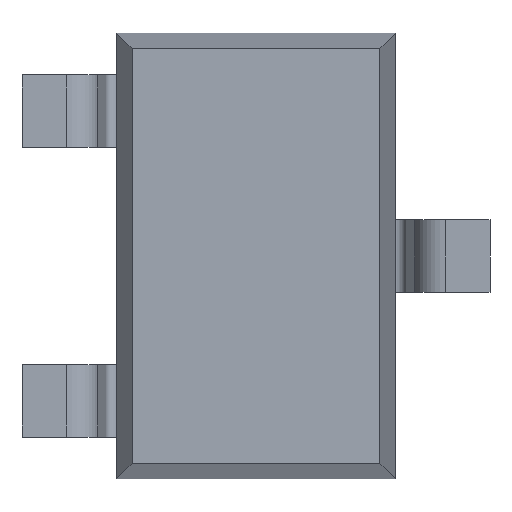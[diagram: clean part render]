
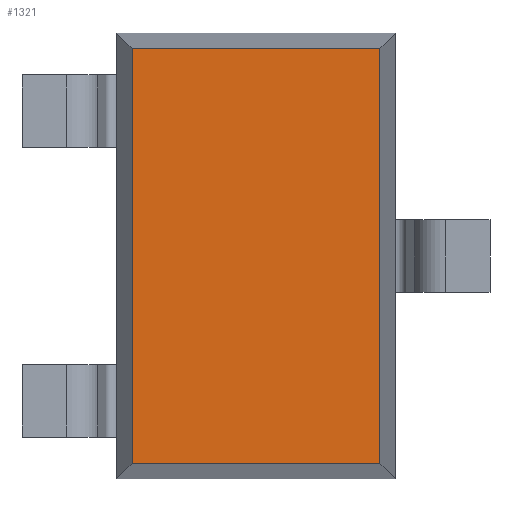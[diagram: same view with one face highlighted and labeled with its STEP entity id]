
A CAD part, front view. The second image highlights one B-rep face of the part: STEP entity #1321.
In plain terms, the highlighted planar face has unit normal (0, -1, 0).
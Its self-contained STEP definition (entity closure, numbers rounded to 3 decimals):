
#18 = ORIENTED_EDGE ( 'NONE', *, *, #1454, .T. ) ;
#54 = EDGE_CURVE ( 'NONE', #138, #1455, #147, .T. ) ;
#124 = PLANE ( 'NONE',  #153 ) ;
#138 = VERTEX_POINT ( 'NONE', #168 ) ;
#147 = LINE ( 'NONE', #1337, #634 ) ;
#153 = AXIS2_PLACEMENT_3D ( 'NONE', #920, #248, #1408 ) ;
#168 = CARTESIAN_POINT ( 'NONE',  ( 0.556, 0., 0.931 ) ) ;
#202 = ORIENTED_EDGE ( 'NONE', *, *, #1335, .T. ) ;
#206 = CARTESIAN_POINT ( 'NONE',  ( -0.625, 0., -0.931 ) ) ;
#207 = ORIENTED_EDGE ( 'NONE', *, *, #54, .T. ) ;
#212 = VECTOR ( 'NONE', #807, 1000. ) ;
#234 = VECTOR ( 'NONE', #275, 1000. ) ;
#248 = DIRECTION ( 'NONE',  ( 0., -1., 0. ) ) ;
#275 = DIRECTION ( 'NONE',  ( 0., 0., 1. ) ) ;
#294 = EDGE_CURVE ( 'NONE', #1270, #138, #380, .T. ) ;
#319 = DIRECTION ( 'NONE',  ( 1., 0., 0. ) ) ;
#380 = LINE ( 'NONE', #1302, #234 ) ;
#634 = VECTOR ( 'NONE', #1219, 1000. ) ;
#650 = FACE_OUTER_BOUND ( 'NONE', #762, .T. ) ;
#762 = EDGE_LOOP ( 'NONE', ( #18, #1493, #207, #202 ) ) ;
#767 = CARTESIAN_POINT ( 'NONE',  ( -0.556, 0., -0.931 ) ) ;
#798 = LINE ( 'NONE', #1166, #212 ) ;
#807 = DIRECTION ( 'NONE',  ( 0., 0., -1. ) ) ;
#920 = CARTESIAN_POINT ( 'NONE',  ( 0., 0., 0. ) ) ;
#933 = CARTESIAN_POINT ( 'NONE',  ( 0.556, 0., -0.931 ) ) ;
#984 = VERTEX_POINT ( 'NONE', #767 ) ;
#1166 = CARTESIAN_POINT ( 'NONE',  ( -0.556, 0., 1. ) ) ;
#1195 = VECTOR ( 'NONE', #319, 1000. ) ;
#1219 = DIRECTION ( 'NONE',  ( -1., 0., 0. ) ) ;
#1270 = VERTEX_POINT ( 'NONE', #933 ) ;
#1302 = CARTESIAN_POINT ( 'NONE',  ( 0.556, 0., -1. ) ) ;
#1321 = ADVANCED_FACE ( 'NONE', ( #650 ), #124, .T. ) ;
#1335 = EDGE_CURVE ( 'NONE', #1455, #984, #798, .T. ) ;
#1337 = CARTESIAN_POINT ( 'NONE',  ( 0.625, 0., 0.931 ) ) ;
#1346 = CARTESIAN_POINT ( 'NONE',  ( -0.556, 0., 0.931 ) ) ;
#1408 = DIRECTION ( 'NONE',  ( 0., 0., -1. ) ) ;
#1454 = EDGE_CURVE ( 'NONE', #984, #1270, #1479, .T. ) ;
#1455 = VERTEX_POINT ( 'NONE', #1346 ) ;
#1479 = LINE ( 'NONE', #206, #1195 ) ;
#1493 = ORIENTED_EDGE ( 'NONE', *, *, #294, .T. ) ;
